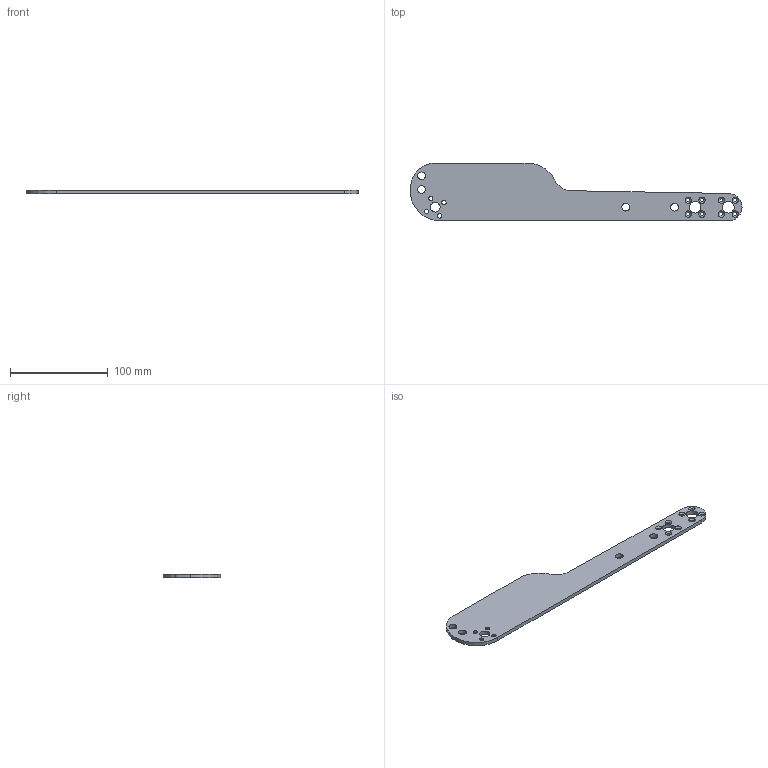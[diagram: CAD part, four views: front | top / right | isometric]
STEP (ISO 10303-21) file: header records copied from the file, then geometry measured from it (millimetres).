
FILE_DESCRIPTION (( 'STEP AP214' ), '1' );
FILE_NAME ('Bras - REP 17-1.STEP', '2021-01-31T12:26:41', ( '' ), ( '' ), 'SwSTEP 2.0', 'SolidWorks 2019', '' );
FILE_SCHEMA (( 'AUTOMOTIVE_DESIGN' ));
Length unit declared in the file: millimetre
Products named in the file (1): Bras - REP 17-1
Bounding box: 339.8 x 59 x 4 mm (x, y, z)
Volume: 52470.3 mm3; surface area: 30686.5 mm2
Topology: 1 solids, 1 shells, 73 faces, 189 edges, 118 vertices
Faces by surface type: cylinder 44, cone 24, plane 5
Entity records: 2373 total; most frequent: DIRECTION 449, CARTESIAN_POINT 381, ORIENTED_EDGE 378, EDGE_CURVE 189, AXIS2_PLACEMENT_3D 186, VERTEX_POINT 118, CIRCLE 112, EDGE_LOOP 111
